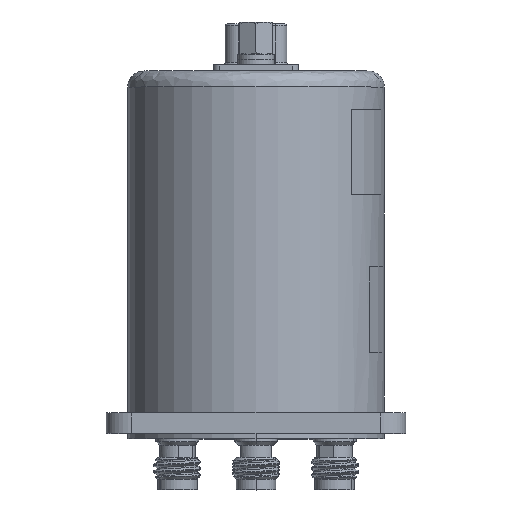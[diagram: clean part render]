
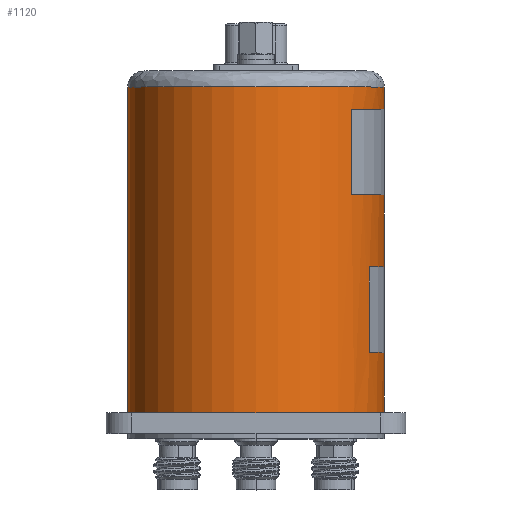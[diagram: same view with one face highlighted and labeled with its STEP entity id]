
A CAD part, top view. The second image highlights one B-rep face of the part: STEP entity #1120.
In plain terms, the highlighted cylindrical face has radius 19.05 mm (diameter 38.1 mm), a partial arc.
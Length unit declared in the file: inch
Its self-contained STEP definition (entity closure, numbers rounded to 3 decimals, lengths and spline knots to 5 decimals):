
#93 = EDGE_CURVE ( 'NONE', #14727, #9312, #20386, .T. ) ;
#204 = VERTEX_POINT ( 'NONE', #14948 ) ;
#219 = EDGE_CURVE ( 'NONE', #320, #9007, #13989, .T. ) ;
#316 = CARTESIAN_POINT ( 'NONE',  ( 0., 1.55529, 0.75 ) ) ;
#320 = VERTEX_POINT ( 'NONE', #19799 ) ;
#440 = DIRECTION ( 'NONE',  ( 0., -1., 0. ) ) ;
#576 = DIRECTION ( 'NONE',  ( 0., -1., 0. ) ) ;
#633 = CARTESIAN_POINT ( 'NONE',  ( 0., 2.28, -0.75 ) ) ;
#740 = DIRECTION ( 'NONE',  ( 0., -1., 0. ) ) ;
#848 = CARTESIAN_POINT ( 'NONE',  ( 0., 2.28, 0. ) ) ;
#981 = CARTESIAN_POINT ( 'NONE',  ( 0., 2.05529, 0.75 ) ) ;
#1120 = ADVANCED_FACE ( 'NONE', ( #8870 ), #2228, .T. ) ;
#1529 = CIRCLE ( 'NONE', #4556, 0.75 ) ;
#1539 = ORIENTED_EDGE ( 'NONE', *, *, #17294, .T. ) ;
#2202 = CIRCLE ( 'NONE', #7255, 0.75 ) ;
#2228 = CYLINDRICAL_SURFACE ( 'NONE', #16023, 0.75 ) ;
#2370 = DIRECTION ( 'NONE',  ( 0., 0., -1. ) ) ;
#2503 = AXIS2_PLACEMENT_3D ( 'NONE', #9674, #16316, #8173 ) ;
#2633 = CARTESIAN_POINT ( 'NONE',  ( 0., 2.28, 0.75 ) ) ;
#3012 = CARTESIAN_POINT ( 'NONE',  ( 0., 2.186, -0.75 ) ) ;
#3170 = VERTEX_POINT ( 'NONE', #10149 ) ;
#3346 = DIRECTION ( 'NONE',  ( 0., 1., 0. ) ) ;
#3486 = VECTOR ( 'NONE', #3346, 39.37008 ) ;
#4183 = AXIS2_PLACEMENT_3D ( 'NONE', #5427, #5216, #2370 ) ;
#4378 = CARTESIAN_POINT ( 'NONE',  ( -0.5, 2.05529, 0.55902 ) ) ;
#4436 = DIRECTION ( 'NONE',  ( 0., 1., 0. ) ) ;
#4556 = AXIS2_PLACEMENT_3D ( 'NONE', #8471, #440, #6888 ) ;
#4649 = VERTEX_POINT ( 'NONE', #3012 ) ;
#4811 = DIRECTION ( 'NONE',  ( 0., 1., 0. ) ) ;
#4979 = DIRECTION ( 'NONE',  ( 0., 0., 1. ) ) ;
#5142 = CARTESIAN_POINT ( 'NONE',  ( 0., 2.28, 0.75 ) ) ;
#5216 = DIRECTION ( 'NONE',  ( 0., -1., 0. ) ) ;
#5427 = CARTESIAN_POINT ( 'NONE',  ( 0., 2.186, 0. ) ) ;
#5449 = CARTESIAN_POINT ( 'NONE',  ( 0., 2.186, 0.75 ) ) ;
#6257 = DIRECTION ( 'NONE',  ( 0., -1., 0. ) ) ;
#6564 = EDGE_CURVE ( 'NONE', #18201, #13130, #12371, .T. ) ;
#6627 = AXIS2_PLACEMENT_3D ( 'NONE', #17617, #4436, #17217 ) ;
#6684 = VECTOR ( 'NONE', #576, 39.37008 ) ;
#6888 = DIRECTION ( 'NONE',  ( 0., 0., 1. ) ) ;
#7255 = AXIS2_PLACEMENT_3D ( 'NONE', #20615, #6257, #4979 ) ;
#7582 = VECTOR ( 'NONE', #20058, 39.37008 ) ;
#8083 = CARTESIAN_POINT ( 'NONE',  ( -0.5, 2.28, 0.55902 ) ) ;
#8173 = DIRECTION ( 'NONE',  ( 0., 0., -1. ) ) ;
#8205 = EDGE_CURVE ( 'NONE', #14497, #9312, #12236, .T. ) ;
#8315 = DIRECTION ( 'NONE',  ( 0., 1., 0. ) ) ;
#8366 = ORIENTED_EDGE ( 'NONE', *, *, #17980, .F. ) ;
#8417 = VERTEX_POINT ( 'NONE', #15883 ) ;
#8471 = CARTESIAN_POINT ( 'NONE',  ( 0., 0.63433, 0. ) ) ;
#8710 = CARTESIAN_POINT ( 'NONE',  ( 0., 2.28, 0.75 ) ) ;
#8735 = LINE ( 'NONE', #5142, #19383 ) ;
#8850 = DIRECTION ( 'NONE',  ( 0., -1., 0. ) ) ;
#8870 = FACE_OUTER_BOUND ( 'NONE', #17026, .T. ) ;
#8941 = ORIENTED_EDGE ( 'NONE', *, *, #20238, .T. ) ;
#8984 = CARTESIAN_POINT ( 'NONE',  ( -0.35, 1.13433, 0.66332 ) ) ;
#9007 = VERTEX_POINT ( 'NONE', #16786 ) ;
#9312 = VERTEX_POINT ( 'NONE', #12957 ) ;
#9607 = VERTEX_POINT ( 'NONE', #5449 ) ;
#9674 = CARTESIAN_POINT ( 'NONE',  ( 0., 0.28, 0. ) ) ;
#9901 = LINE ( 'NONE', #13090, #12414 ) ;
#9965 = CIRCLE ( 'NONE', #4183, 0.75 ) ;
#10149 = CARTESIAN_POINT ( 'NONE',  ( -0.5, 1.55529, 0.55902 ) ) ;
#11604 = EDGE_CURVE ( 'NONE', #9607, #4649, #9965, .T. ) ;
#12236 = LINE ( 'NONE', #2633, #12432 ) ;
#12371 = CIRCLE ( 'NONE', #6627, 0.75 ) ;
#12414 = VECTOR ( 'NONE', #8315, 39.37008 ) ;
#12432 = VECTOR ( 'NONE', #8850, 39.37008 ) ;
#12849 = CARTESIAN_POINT ( 'NONE',  ( 0., 1.13433, 0. ) ) ;
#12957 = CARTESIAN_POINT ( 'NONE',  ( 0., 1.13433, 0.75 ) ) ;
#13090 = CARTESIAN_POINT ( 'NONE',  ( -0.35, 2.28, 0.66332 ) ) ;
#13130 = VERTEX_POINT ( 'NONE', #981 ) ;
#13405 = EDGE_CURVE ( 'NONE', #4649, #320, #16580, .T. ) ;
#13474 = LINE ( 'NONE', #8710, #6684 ) ;
#13603 = EDGE_CURVE ( 'NONE', #8417, #9007, #8735, .T. ) ;
#13922 = ORIENTED_EDGE ( 'NONE', *, *, #8205, .F. ) ;
#13989 = CIRCLE ( 'NONE', #2503, 0.75 ) ;
#14497 = VERTEX_POINT ( 'NONE', #316 ) ;
#14727 = VERTEX_POINT ( 'NONE', #8984 ) ;
#14948 = CARTESIAN_POINT ( 'NONE',  ( -0.35, 0.63433, 0.66332 ) ) ;
#15108 = ORIENTED_EDGE ( 'NONE', *, *, #13603, .F. ) ;
#15125 = DIRECTION ( 'NONE',  ( 0., 0., -1. ) ) ;
#15646 = EDGE_CURVE ( 'NONE', #8417, #204, #1529, .T. ) ;
#15864 = EDGE_CURVE ( 'NONE', #14497, #3170, #2202, .T. ) ;
#15883 = CARTESIAN_POINT ( 'NONE',  ( 0., 0.63433, 0.75 ) ) ;
#15995 = ORIENTED_EDGE ( 'NONE', *, *, #13405, .T. ) ;
#16023 = AXIS2_PLACEMENT_3D ( 'NONE', #848, #740, #15125 ) ;
#16316 = DIRECTION ( 'NONE',  ( 0., 1., 0. ) ) ;
#16325 = AXIS2_PLACEMENT_3D ( 'NONE', #12849, #4811, #20660 ) ;
#16580 = LINE ( 'NONE', #633, #7582 ) ;
#16786 = CARTESIAN_POINT ( 'NONE',  ( 0., 0.28, 0.75 ) ) ;
#17026 = EDGE_LOOP ( 'NONE', ( #8366, #19745, #15995, #17874, #15108, #17973, #1539, #17243, #13922, #18565, #8941, #17572 ) ) ;
#17217 = DIRECTION ( 'NONE',  ( 0., 0., -1. ) ) ;
#17243 = ORIENTED_EDGE ( 'NONE', *, *, #93, .T. ) ;
#17294 = EDGE_CURVE ( 'NONE', #204, #14727, #9901, .T. ) ;
#17572 = ORIENTED_EDGE ( 'NONE', *, *, #6564, .T. ) ;
#17617 = CARTESIAN_POINT ( 'NONE',  ( 0., 2.05529, 0. ) ) ;
#17874 = ORIENTED_EDGE ( 'NONE', *, *, #219, .T. ) ;
#17916 = DIRECTION ( 'NONE',  ( 0., -1., 0. ) ) ;
#17973 = ORIENTED_EDGE ( 'NONE', *, *, #15646, .T. ) ;
#17980 = EDGE_CURVE ( 'NONE', #9607, #13130, #13474, .T. ) ;
#18201 = VERTEX_POINT ( 'NONE', #4378 ) ;
#18565 = ORIENTED_EDGE ( 'NONE', *, *, #15864, .T. ) ;
#19383 = VECTOR ( 'NONE', #17916, 39.37008 ) ;
#19745 = ORIENTED_EDGE ( 'NONE', *, *, #11604, .T. ) ;
#19799 = CARTESIAN_POINT ( 'NONE',  ( 0., 0.28, -0.75 ) ) ;
#20058 = DIRECTION ( 'NONE',  ( 0., -1., 0. ) ) ;
#20238 = EDGE_CURVE ( 'NONE', #3170, #18201, #20767, .T. ) ;
#20386 = CIRCLE ( 'NONE', #16325, 0.75 ) ;
#20615 = CARTESIAN_POINT ( 'NONE',  ( 0., 1.55529, 0. ) ) ;
#20660 = DIRECTION ( 'NONE',  ( 0., 0., -1. ) ) ;
#20767 = LINE ( 'NONE', #8083, #3486 ) ;
